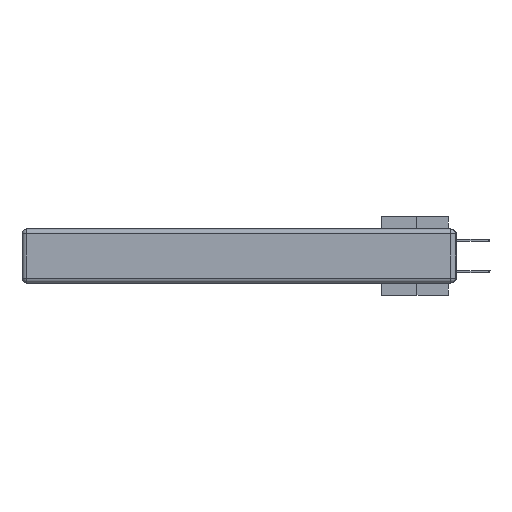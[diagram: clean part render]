
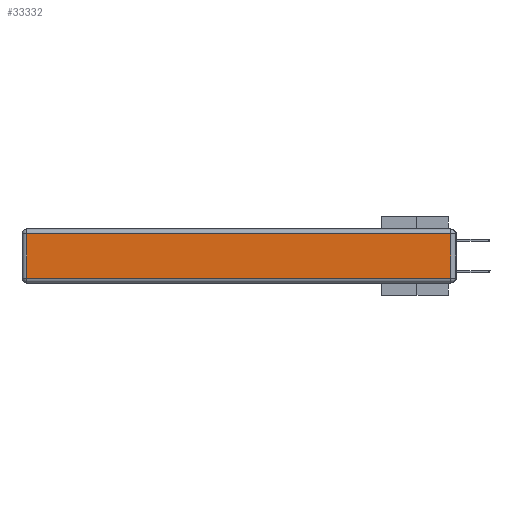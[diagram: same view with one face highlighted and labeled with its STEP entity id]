
A CAD part, left-side view. The second image highlights one B-rep face of the part: STEP entity #33332.
In plain terms, the highlighted planar face has unit normal (-1, 0, 0).
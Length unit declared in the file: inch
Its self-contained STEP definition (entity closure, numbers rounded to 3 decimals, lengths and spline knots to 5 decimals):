
#348 = CARTESIAN_POINT ( 'NONE',  ( 0., 0.03, -0.313 ) ) ;
#960 = CARTESIAN_POINT ( 'NONE',  ( 0., 2.75, -0.03 ) ) ;
#1787 = DIRECTION ( 'NONE',  ( 0., 0., -1. ) ) ;
#2550 = DIRECTION ( 'NONE',  ( 0., -1., 0. ) ) ;
#2822 = DIRECTION ( 'NONE',  ( 0., 0., 1. ) ) ;
#3580 = ORIENTED_EDGE ( 'NONE', *, *, #35467, .T. ) ;
#3690 = VERTEX_POINT ( 'NONE', #31679 ) ;
#5709 = AXIS2_PLACEMENT_3D ( 'NONE', #23337, #26677, #2822 ) ;
#5766 = CARTESIAN_POINT ( 'NONE',  ( 0., 0.03, -0.03 ) ) ;
#8200 = PLANE ( 'NONE',  #5709 ) ;
#8376 = ORIENTED_EDGE ( 'NONE', *, *, #9725, .T. ) ;
#9725 = EDGE_CURVE ( 'NONE', #33439, #3690, #19277, .T. ) ;
#12081 = LINE ( 'NONE', #24220, #25096 ) ;
#12414 = LINE ( 'NONE', #24555, #20387 ) ;
#16392 = DIRECTION ( 'NONE',  ( 0., 0., 1. ) ) ;
#18226 = VECTOR ( 'NONE', #1787, 39.37008 ) ;
#19059 = VERTEX_POINT ( 'NONE', #348 ) ;
#19277 = LINE ( 'NONE', #22086, #18226 ) ;
#19409 = EDGE_CURVE ( 'NONE', #3690, #19059, #12081, .T. ) ;
#20387 = VECTOR ( 'NONE', #16392, 39.37008 ) ;
#21213 = ORIENTED_EDGE ( 'NONE', *, *, #34504, .T. ) ;
#21715 = CARTESIAN_POINT ( 'NONE',  ( 0., 2.72, -0.03 ) ) ;
#22086 = CARTESIAN_POINT ( 'NONE',  ( 0., 2.72, -0.343 ) ) ;
#22435 = VERTEX_POINT ( 'NONE', #5766 ) ;
#23337 = CARTESIAN_POINT ( 'NONE',  ( 0., 0., -0.343 ) ) ;
#23720 = FACE_OUTER_BOUND ( 'NONE', #34150, .T. ) ;
#24220 = CARTESIAN_POINT ( 'NONE',  ( 0., 0., -0.313 ) ) ;
#24555 = CARTESIAN_POINT ( 'NONE',  ( 0., 0.03, -0.343 ) ) ;
#25096 = VECTOR ( 'NONE', #2550, 39.37008 ) ;
#26677 = DIRECTION ( 'NONE',  ( -1., 0., 0. ) ) ;
#27445 = VECTOR ( 'NONE', #34208, 39.37008 ) ;
#31679 = CARTESIAN_POINT ( 'NONE',  ( 0., 2.72, -0.313 ) ) ;
#33332 = ADVANCED_FACE ( 'NONE', ( #23720 ), #8200, .T. ) ;
#33439 = VERTEX_POINT ( 'NONE', #21715 ) ;
#34150 = EDGE_LOOP ( 'NONE', ( #38775, #21213, #3580, #8376 ) ) ;
#34208 = DIRECTION ( 'NONE',  ( 0., 1., 0. ) ) ;
#34504 = EDGE_CURVE ( 'NONE', #19059, #22435, #12414, .T. ) ;
#35467 = EDGE_CURVE ( 'NONE', #22435, #33439, #37975, .T. ) ;
#37975 = LINE ( 'NONE', #960, #27445 ) ;
#38775 = ORIENTED_EDGE ( 'NONE', *, *, #19409, .T. ) ;
